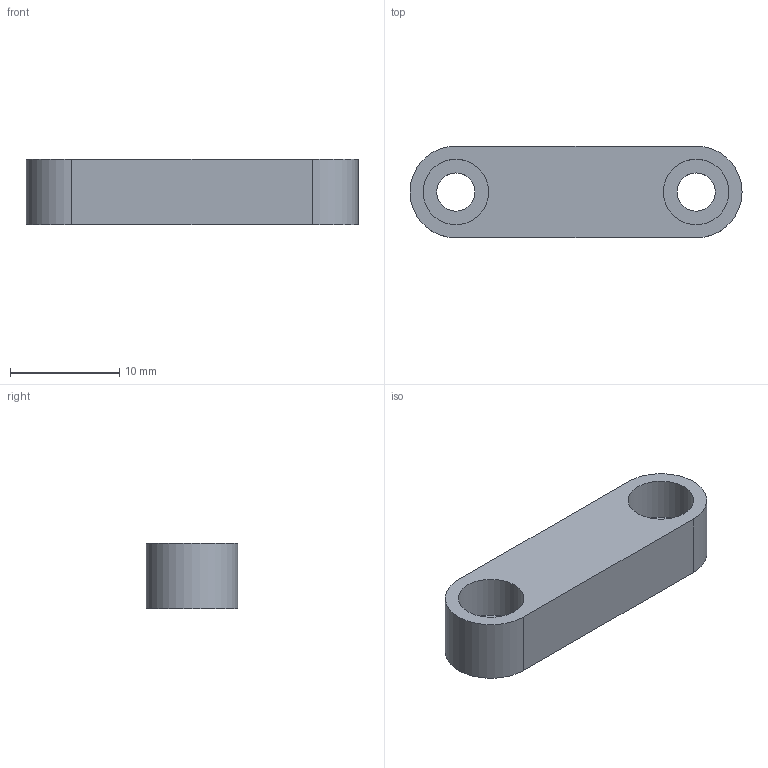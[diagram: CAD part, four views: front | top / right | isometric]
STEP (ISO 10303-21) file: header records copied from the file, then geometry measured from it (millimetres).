
FILE_DESCRIPTION(/* description */ (''),/* implementation_level */ '2;1');
FILE_NAME(/* name */ 'Display_clamp v1.step',/* time_stamp */ '2020-04-26T10:06:30+02:00',/* author */ (''),/* organization */ (''),/* preprocessor_version */ 'ST-DEVELOPER v18',/* originating_system */ 'Autodesk Translation Framework v8.12.0.6',/* authorisation */ '');
FILE_SCHEMA (('AUTOMOTIVE_DESIGN { 1 0 10303 214 3 1 1 }'));
Length unit declared in the file: millimetre
Products named in the file (1): Display_clamp
Bounding box: 30.4 x 8.4 x 6 mm (x, y, z)
Volume: 1176.6 mm3; surface area: 1059.1 mm2
Topology: 1 solids, 1 shells, 12 faces, 26 edges, 18 vertices
Faces by surface type: cylinder 6, plane 6
Full cylindrical faces by diameter (mm): 3.5 x2, 6 x2
Entity records: 381 total; most frequent: DIRECTION 66, CARTESIAN_POINT 57, ORIENTED_EDGE 52, AXIS2_PLACEMENT_3D 27, EDGE_CURVE 26, EDGE_LOOP 18, VERTEX_POINT 18, CIRCLE 14
